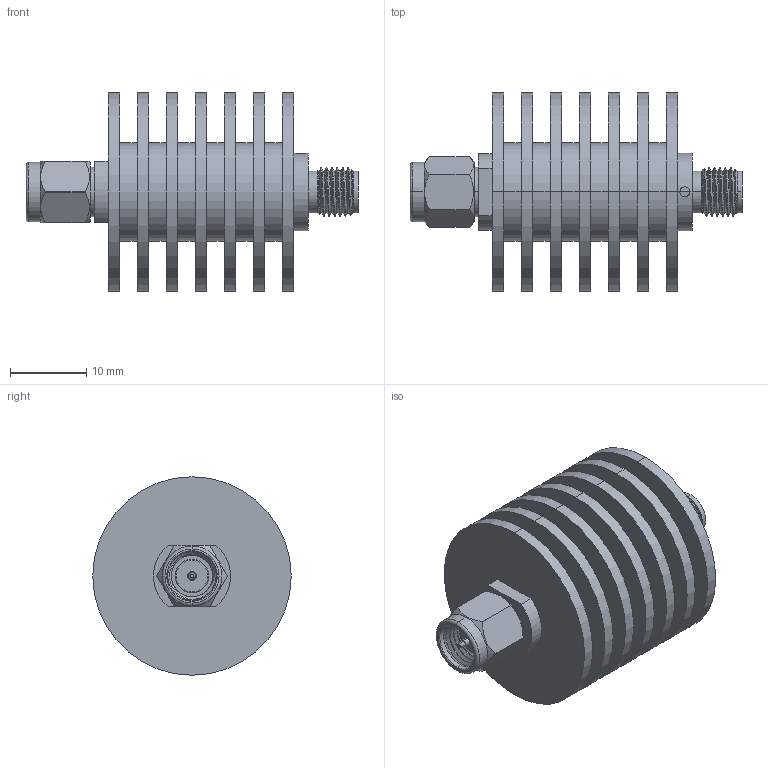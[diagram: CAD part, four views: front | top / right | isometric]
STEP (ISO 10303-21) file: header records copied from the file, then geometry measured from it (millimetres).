
FILE_DESCRIPTION (( 'STEP AP214' ), '1' );
FILE_NAME ('FMAT7626-40_3D.step', '2025-01-20T17:54:16', ( '' ), ( '' ), 'SwSTEP 2.0', 'SolidWorks 2022', '' );
FILE_SCHEMA (( 'AUTOMOTIVE_DESIGN' ));
Length unit declared in the file: inch
Products named in the file (1): FMAT7626-40_3D
Bounding box: 43.5 x 26 x 26 mm (x, y, z)
Volume: 8153.6 mm3; surface area: 8072.1 mm2
Topology: 1 solids, 1 shells, 152 faces, 355 edges, 229 vertices
Faces by surface type: cylinder 78, plane 34, cone 28, bspline 8, torus 4
Entity records: 7689 total; most frequent: CARTESIAN_POINT 4341, ORIENTED_EDGE 710, DIRECTION 672, EDGE_CURVE 355, AXIS2_PLACEMENT_3D 285, VERTEX_POINT 229, EDGE_LOOP 176, FACE_OUTER_BOUND 152
